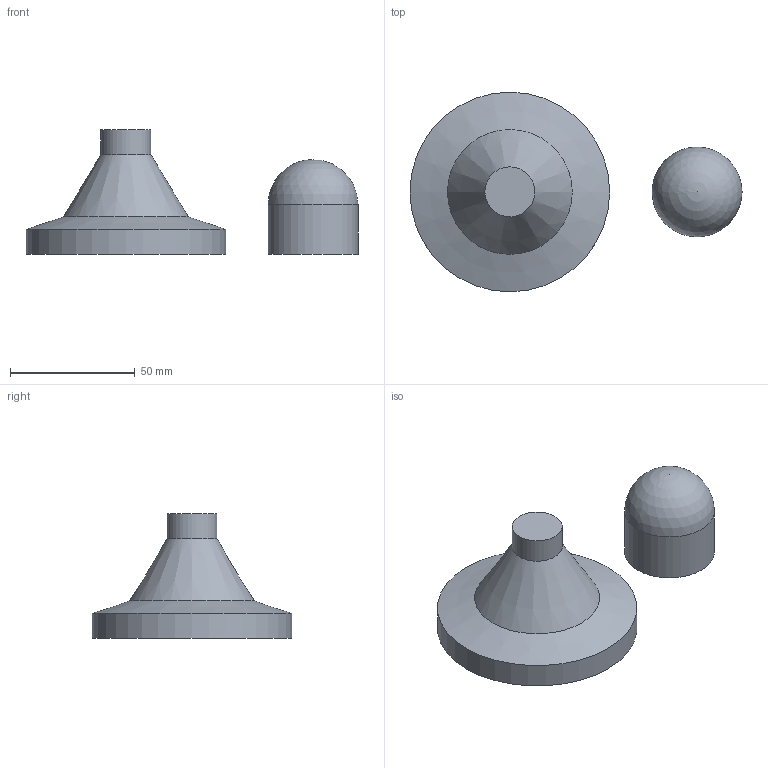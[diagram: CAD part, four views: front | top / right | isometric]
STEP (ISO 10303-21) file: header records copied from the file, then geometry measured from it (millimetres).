
FILE_DESCRIPTION(/* description */ (''),/* implementation_level */ '2;1');
FILE_NAME(/* name */ 'revolve tool v1.step',/* time_stamp */ '2024-06-26T18:27:49+05:30',/* author */ (''),/* organization */ (''),/* preprocessor_version */ 'ST-DEVELOPER v20',/* originating_system */ 'Autodesk Translation Framework v13.14.0.145',/* authorisation */ '');
FILE_SCHEMA (('AUTOMOTIVE_DESIGN { 1 0 10303 214 3 1 1 }'));
Length unit declared in the file: millimetre
Products named in the file (1): revolve tool
Bounding box: 133 x 80 x 50 mm (x, y, z)
Volume: 128390.6 mm3; surface area: 20232.3 mm2
Topology: 2 solids, 2 shells, 9 faces, 14 edges, 8 vertices
Faces by surface type: cylinder 3, plane 3, cone 2, sphere 1
Full cylindrical faces by diameter (mm): 20 x1, 36 x1, 80 x1
Entity records: 231 total; most frequent: DIRECTION 41, CARTESIAN_POINT 31, ORIENTED_EDGE 26, AXIS2_PLACEMENT_3D 18, EDGE_CURVE 13, FACE_OUTER_BOUND 9, EDGE_LOOP 9, ADVANCED_FACE 9
